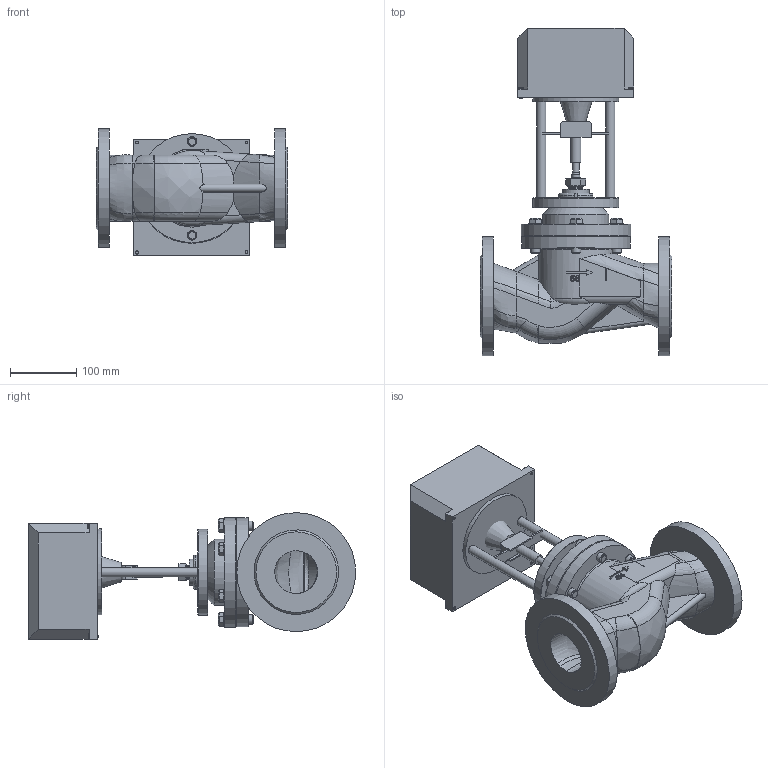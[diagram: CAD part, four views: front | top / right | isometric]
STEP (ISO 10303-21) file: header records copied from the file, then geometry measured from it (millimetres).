
FILE_DESCRIPTION(/* description */ (''),/* implementation_level */ '2;1');
FILE_NAME(/* name */ 'Р11 DN65 + ЭПА 1,8кН.stp',/* time_stamp */ '2024-03-17T11:27:46+03:00',/* author */ ('kostr'),/* organization */ ('UNSPECIFIED'),/* preprocessor_version */ 'ST-DEVELOPER v18.1',/* originating_system */ 'AutoCAD Mechanical',/* authorisation */ '');
FILE_SCHEMA (('AUTOMOTIVE_DESIGN { 1 0 10303 214 3 1 1 }'));
Products named in the file (2): Product1; Product
Assembly tree (1 placements, depth 2):
  Product1
    Product
Bounding box: 290 x 495.74 x 191.64 mm (x, y, z)
Volume: 6575457.8 mm3; surface area: 691788.4 mm2
Topology: 33 solids, 57 shells, 931 faces, 2420 edges, 1627 vertices
Faces by surface type: plane 630, cylinder 127, bspline 101, cone 43, torus 30
Full cylindrical faces by diameter (mm): 5 x4, 6.466 x2, 8 x6, 9.2 x1, 10 x1, 12 x1, 12.5 x3, 13.749 x1, 14 x20, 15 x1, 15.417 x1, 18 x1, 20 x4, 20.761 x6, 21 x1, 22 x1, 24 x7, 24.7 x1, 34 x1, 36 x1, 37 x1, 40 x9, 41.5 x1, 57.5 x2, 60 x2, 64.653 x1, 65 x1, 70.3 x1, 72 x1, 75 x1
Entity records: 55829 total; most frequent: CARTESIAN_POINT 33215, ORIENTED_EDGE 4684, DIRECTION 4343, EDGE_CURVE 2419, VERTEX_POINT 1628, LINE 1571, VECTOR 1571, AXIS2_PLACEMENT_3D 1386
